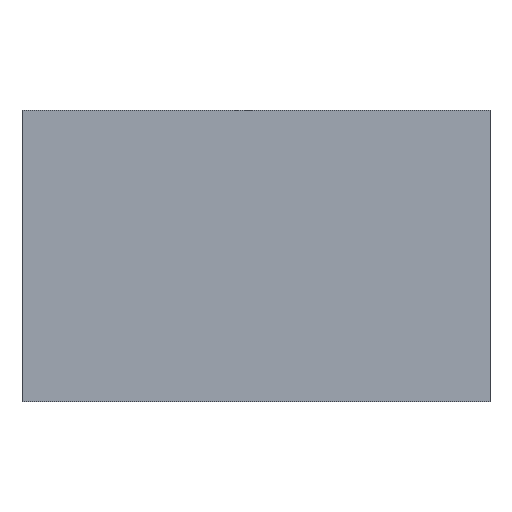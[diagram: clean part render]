
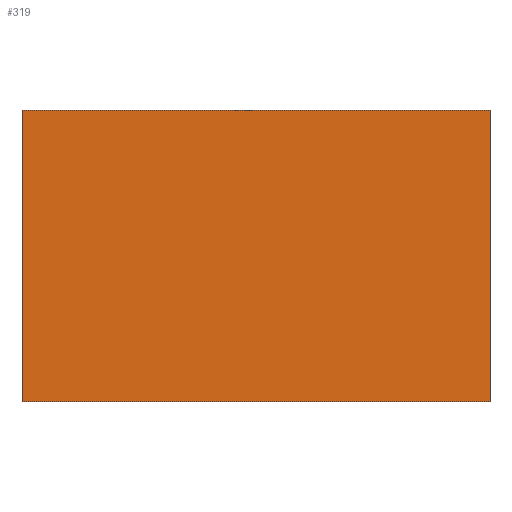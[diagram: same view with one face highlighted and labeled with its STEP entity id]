
A CAD part, top view. The second image highlights one B-rep face of the part: STEP entity #319.
In plain terms, the highlighted planar face has unit normal (0, 0, 1).
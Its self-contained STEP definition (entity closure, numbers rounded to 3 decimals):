
#24 = VERTEX_POINT('',#25);
#25 = CARTESIAN_POINT('',(-53.,-33.,12.));
#32 = PLANE('',#33);
#33 = AXIS2_PLACEMENT_3D('',#34,#35,#36);
#34 = CARTESIAN_POINT('',(-53.,-33.,-12.));
#35 = DIRECTION('',(1.,0.,0.));
#36 = DIRECTION('',(0.,0.,1.));
#44 = PLANE('',#45);
#45 = AXIS2_PLACEMENT_3D('',#46,#47,#48);
#46 = CARTESIAN_POINT('',(-53.,-33.,-12.));
#47 = DIRECTION('',(0.,1.,0.));
#48 = DIRECTION('',(0.,0.,1.));
#85 = VERTEX_POINT('',#86);
#86 = CARTESIAN_POINT('',(-53.,33.,12.));
#100 = PLANE('',#101);
#101 = AXIS2_PLACEMENT_3D('',#102,#103,#104);
#102 = CARTESIAN_POINT('',(-53.,33.,-12.));
#103 = DIRECTION('',(0.,1.,0.));
#104 = DIRECTION('',(0.,0.,1.));
#112 = EDGE_CURVE('',#24,#85,#113,.T.);
#113 = SURFACE_CURVE('',#114,(#118,#125),.PCURVE_S1.);
#114 = LINE('',#115,#116);
#115 = CARTESIAN_POINT('',(-53.,-33.,12.));
#116 = VECTOR('',#117,1.);
#117 = DIRECTION('',(0.,1.,0.));
#118 = PCURVE('',#32,#119);
#119 = DEFINITIONAL_REPRESENTATION('',(#120),#124);
#120 = LINE('',#121,#122);
#121 = CARTESIAN_POINT('',(24.,0.));
#122 = VECTOR('',#123,1.);
#123 = DIRECTION('',(0.,-1.));
#124 = ( GEOMETRIC_REPRESENTATION_CONTEXT(2) 
PARAMETRIC_REPRESENTATION_CONTEXT() REPRESENTATION_CONTEXT('2D SPACE',''
  ) );
#125 = PCURVE('',#126,#131);
#126 = PLANE('',#127);
#127 = AXIS2_PLACEMENT_3D('',#128,#129,#130);
#128 = CARTESIAN_POINT('',(-53.,-33.,12.));
#129 = DIRECTION('',(0.,0.,1.));
#130 = DIRECTION('',(1.,0.,0.));
#131 = DEFINITIONAL_REPRESENTATION('',(#132),#136);
#132 = LINE('',#133,#134);
#133 = CARTESIAN_POINT('',(0.,0.));
#134 = VECTOR('',#135,1.);
#135 = DIRECTION('',(0.,1.));
#136 = ( GEOMETRIC_REPRESENTATION_CONTEXT(2) 
PARAMETRIC_REPRESENTATION_CONTEXT() REPRESENTATION_CONTEXT('2D SPACE',''
  ) );
#271 = EDGE_CURVE('',#24,#272,#274,.T.);
#272 = VERTEX_POINT('',#273);
#273 = CARTESIAN_POINT('',(53.,-33.,12.));
#274 = SURFACE_CURVE('',#275,(#279,#286),.PCURVE_S1.);
#275 = LINE('',#276,#277);
#276 = CARTESIAN_POINT('',(-53.,-33.,12.));
#277 = VECTOR('',#278,1.);
#278 = DIRECTION('',(1.,0.,0.));
#279 = PCURVE('',#44,#280);
#280 = DEFINITIONAL_REPRESENTATION('',(#281),#285);
#281 = LINE('',#282,#283);
#282 = CARTESIAN_POINT('',(24.,0.));
#283 = VECTOR('',#284,1.);
#284 = DIRECTION('',(0.,1.));
#285 = ( GEOMETRIC_REPRESENTATION_CONTEXT(2) 
PARAMETRIC_REPRESENTATION_CONTEXT() REPRESENTATION_CONTEXT('2D SPACE',''
  ) );
#286 = PCURVE('',#126,#287);
#287 = DEFINITIONAL_REPRESENTATION('',(#288),#292);
#288 = LINE('',#289,#290);
#289 = CARTESIAN_POINT('',(0.,0.));
#290 = VECTOR('',#291,1.);
#291 = DIRECTION('',(1.,0.));
#292 = ( GEOMETRIC_REPRESENTATION_CONTEXT(2) 
PARAMETRIC_REPRESENTATION_CONTEXT() REPRESENTATION_CONTEXT('2D SPACE',''
  ) );
#308 = PLANE('',#309);
#309 = AXIS2_PLACEMENT_3D('',#310,#311,#312);
#310 = CARTESIAN_POINT('',(53.,-33.,-12.));
#311 = DIRECTION('',(1.,0.,0.));
#312 = DIRECTION('',(0.,0.,1.));
#319 = ADVANCED_FACE('',(#320),#126,.T.);
#320 = FACE_BOUND('',#321,.T.);
#321 = EDGE_LOOP('',(#322,#323,#324,#347));
#322 = ORIENTED_EDGE('',*,*,#112,.F.);
#323 = ORIENTED_EDGE('',*,*,#271,.T.);
#324 = ORIENTED_EDGE('',*,*,#325,.T.);
#325 = EDGE_CURVE('',#272,#326,#328,.T.);
#326 = VERTEX_POINT('',#327);
#327 = CARTESIAN_POINT('',(53.,33.,12.));
#328 = SURFACE_CURVE('',#329,(#333,#340),.PCURVE_S1.);
#329 = LINE('',#330,#331);
#330 = CARTESIAN_POINT('',(53.,-33.,12.));
#331 = VECTOR('',#332,1.);
#332 = DIRECTION('',(0.,1.,0.));
#333 = PCURVE('',#126,#334);
#334 = DEFINITIONAL_REPRESENTATION('',(#335),#339);
#335 = LINE('',#336,#337);
#336 = CARTESIAN_POINT('',(106.,0.));
#337 = VECTOR('',#338,1.);
#338 = DIRECTION('',(0.,1.));
#339 = ( GEOMETRIC_REPRESENTATION_CONTEXT(2) 
PARAMETRIC_REPRESENTATION_CONTEXT() REPRESENTATION_CONTEXT('2D SPACE',''
  ) );
#340 = PCURVE('',#308,#341);
#341 = DEFINITIONAL_REPRESENTATION('',(#342),#346);
#342 = LINE('',#343,#344);
#343 = CARTESIAN_POINT('',(24.,0.));
#344 = VECTOR('',#345,1.);
#345 = DIRECTION('',(0.,-1.));
#346 = ( GEOMETRIC_REPRESENTATION_CONTEXT(2) 
PARAMETRIC_REPRESENTATION_CONTEXT() REPRESENTATION_CONTEXT('2D SPACE',''
  ) );
#347 = ORIENTED_EDGE('',*,*,#348,.F.);
#348 = EDGE_CURVE('',#85,#326,#349,.T.);
#349 = SURFACE_CURVE('',#350,(#354,#361),.PCURVE_S1.);
#350 = LINE('',#351,#352);
#351 = CARTESIAN_POINT('',(-53.,33.,12.));
#352 = VECTOR('',#353,1.);
#353 = DIRECTION('',(1.,0.,0.));
#354 = PCURVE('',#126,#355);
#355 = DEFINITIONAL_REPRESENTATION('',(#356),#360);
#356 = LINE('',#357,#358);
#357 = CARTESIAN_POINT('',(0.,66.));
#358 = VECTOR('',#359,1.);
#359 = DIRECTION('',(1.,0.));
#360 = ( GEOMETRIC_REPRESENTATION_CONTEXT(2) 
PARAMETRIC_REPRESENTATION_CONTEXT() REPRESENTATION_CONTEXT('2D SPACE',''
  ) );
#361 = PCURVE('',#100,#362);
#362 = DEFINITIONAL_REPRESENTATION('',(#363),#367);
#363 = LINE('',#364,#365);
#364 = CARTESIAN_POINT('',(24.,0.));
#365 = VECTOR('',#366,1.);
#366 = DIRECTION('',(0.,1.));
#367 = ( GEOMETRIC_REPRESENTATION_CONTEXT(2) 
PARAMETRIC_REPRESENTATION_CONTEXT() REPRESENTATION_CONTEXT('2D SPACE',''
  ) );
